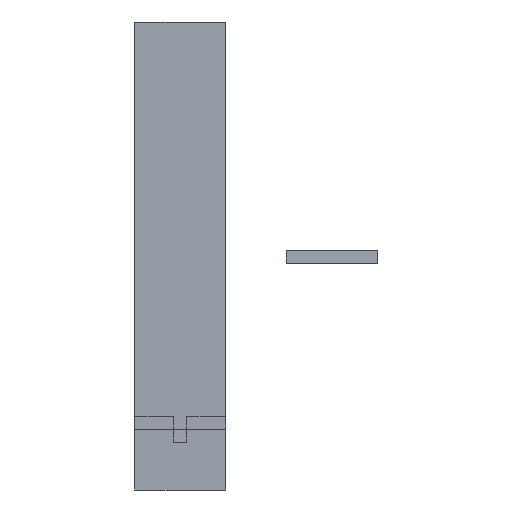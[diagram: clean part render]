
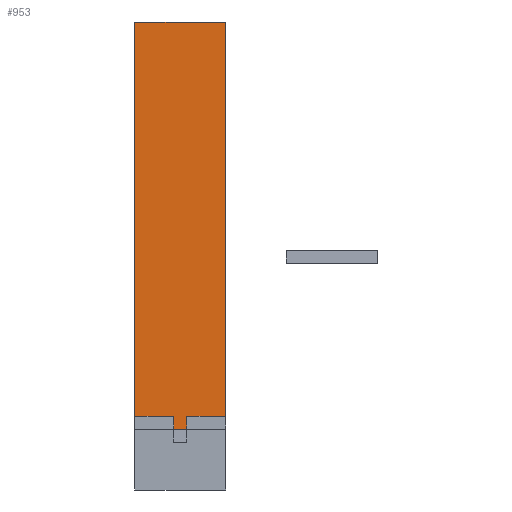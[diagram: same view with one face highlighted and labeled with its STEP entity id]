
A CAD part, front view. The second image highlights one B-rep face of the part: STEP entity #953.
In plain terms, the highlighted planar face has unit normal (0, -1, 0).
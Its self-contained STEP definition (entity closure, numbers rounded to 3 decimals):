
#55=FACE_OUTER_BOUND('',#105,.T.);
#105=EDGE_LOOP('',(#727,#728,#729,#730,#731,#732,#733,#734));
#137=LINE('',#1332,#269);
#141=LINE('',#1341,#273);
#145=LINE('',#1348,#277);
#175=LINE('',#1410,#307);
#184=LINE('',#1425,#316);
#186=LINE('',#1429,#318);
#192=LINE('',#1441,#324);
#194=LINE('',#1445,#326);
#269=VECTOR('',#1085,10.);
#273=VECTOR('',#1091,10.);
#277=VECTOR('',#1097,10.);
#307=VECTOR('',#1143,10.);
#316=VECTOR('',#1156,10.);
#318=VECTOR('',#1162,10.);
#324=VECTOR('',#1176,10.);
#326=VECTOR('',#1182,10.);
#401=VERTEX_POINT('',#1329);
#402=VERTEX_POINT('',#1331);
#405=VERTEX_POINT('',#1338);
#406=VERTEX_POINT('',#1340);
#408=VERTEX_POINT('',#1346);
#431=VERTEX_POINT('',#1407);
#432=VERTEX_POINT('',#1409);
#438=VERTEX_POINT('',#1439);
#489=EDGE_CURVE('',#402,#401,#137,.T.);
#493=EDGE_CURVE('',#406,#405,#141,.T.);
#497=EDGE_CURVE('',#405,#408,#145,.T.);
#527=EDGE_CURVE('',#432,#431,#175,.T.);
#536=EDGE_CURVE('',#401,#406,#184,.T.);
#538=EDGE_CURVE('',#431,#402,#186,.T.);
#544=EDGE_CURVE('',#408,#438,#192,.T.);
#546=EDGE_CURVE('',#438,#432,#194,.T.);
#727=ORIENTED_EDGE('',*,*,#538,.T.);
#728=ORIENTED_EDGE('',*,*,#489,.T.);
#729=ORIENTED_EDGE('',*,*,#536,.T.);
#730=ORIENTED_EDGE('',*,*,#493,.T.);
#731=ORIENTED_EDGE('',*,*,#497,.T.);
#732=ORIENTED_EDGE('',*,*,#544,.T.);
#733=ORIENTED_EDGE('',*,*,#546,.T.);
#734=ORIENTED_EDGE('',*,*,#527,.T.);
#903=PLANE('',#1042);
#953=ADVANCED_FACE('',(#55),#903,.F.);
#1042=AXIS2_PLACEMENT_3D('',#1444,#1180,#1181);
#1085=DIRECTION('',(0.,0.,-1.));
#1091=DIRECTION('',(0.,0.,1.));
#1097=DIRECTION('',(1.,0.,0.));
#1143=DIRECTION('',(0.,0.,-1.));
#1156=DIRECTION('',(1.,0.,0.));
#1162=DIRECTION('',(1.,0.,0.));
#1176=DIRECTION('',(0.,0.,1.));
#1180=DIRECTION('center_axis',(0.,1.,0.));
#1181=DIRECTION('ref_axis',(0.,0.,-1.));
#1182=DIRECTION('',(-1.,0.,0.));
#1329=CARTESIAN_POINT('',(51.429,0.,-537.143));
#1331=CARTESIAN_POINT('',(51.429,0.,-520.));
#1332=CARTESIAN_POINT('',(51.429,0.,-520.));
#1338=CARTESIAN_POINT('',(68.571,0.,-520.));
#1340=CARTESIAN_POINT('',(68.571,0.,-537.143));
#1341=CARTESIAN_POINT('',(68.571,0.,-537.143));
#1346=CARTESIAN_POINT('',(120.,0.,-520.));
#1348=CARTESIAN_POINT('',(90.,0.,-520.));
#1407=CARTESIAN_POINT('',(0.,0.,-520.));
#1409=CARTESIAN_POINT('',(0.,0.,0.));
#1410=CARTESIAN_POINT('',(0.,0.,-300.));
#1425=CARTESIAN_POINT('',(51.429,0.,-537.143));
#1429=CARTESIAN_POINT('',(90.,0.,-520.));
#1439=CARTESIAN_POINT('',(120.,0.,0.));
#1441=CARTESIAN_POINT('',(120.,0.,-300.));
#1444=CARTESIAN_POINT('Origin',(60.,0.,-300.));
#1445=CARTESIAN_POINT('',(60.,0.,0.));
